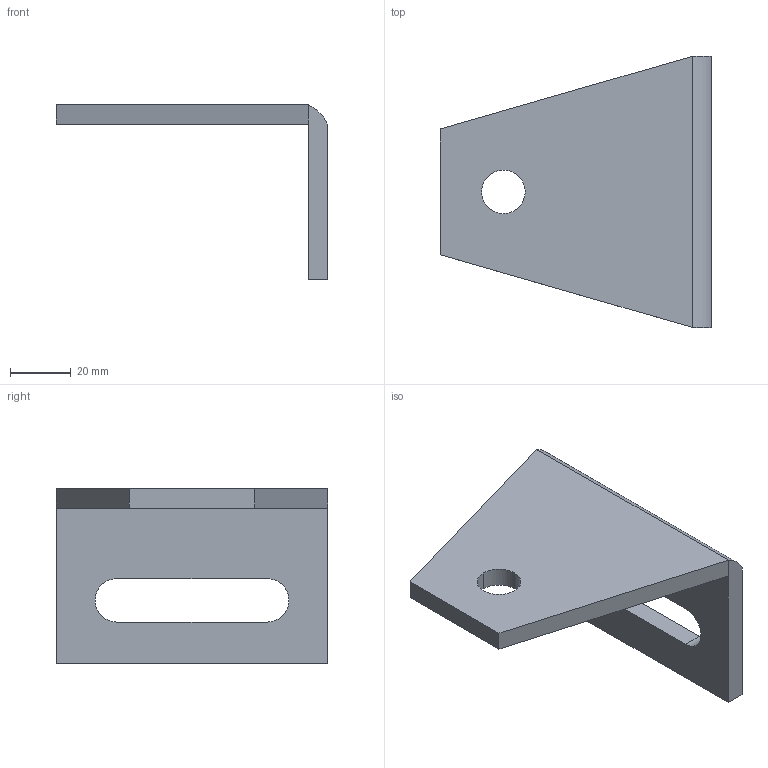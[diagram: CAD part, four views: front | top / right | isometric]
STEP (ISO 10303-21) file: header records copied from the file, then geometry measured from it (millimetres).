
FILE_DESCRIPTION(('TurboCAD Mac Pro'),'Build 980');
FILE_NAME('P1713.stp',' ',(''),(''),'ACIS Interop','IMSI','TurboCAD Mac Pro BY IMSI, INCORPORATED');
FILE_SCHEMA(('automotive_design'));
Length unit declared in the file: inch
Products named in the file (1): 1
Bounding box: 89.08 x 89.09 x 57.34 mm (x, y, z)
Volume: 58822.4 mm3; surface area: 22457.5 mm2
Topology: 1 solids, 1 shells, 21 faces, 53 edges, 34 vertices
Faces by surface type: plane 12, bspline 8, cylinder 1
Entity records: 865 total; most frequent: CARTESIAN_POINT 213, ORIENTED_EDGE 106, DIRECTION 67, EDGE_CURVE 53, LINE 35, VECTOR 35, VERTEX_POINT 34, EDGE_LOOP 25
